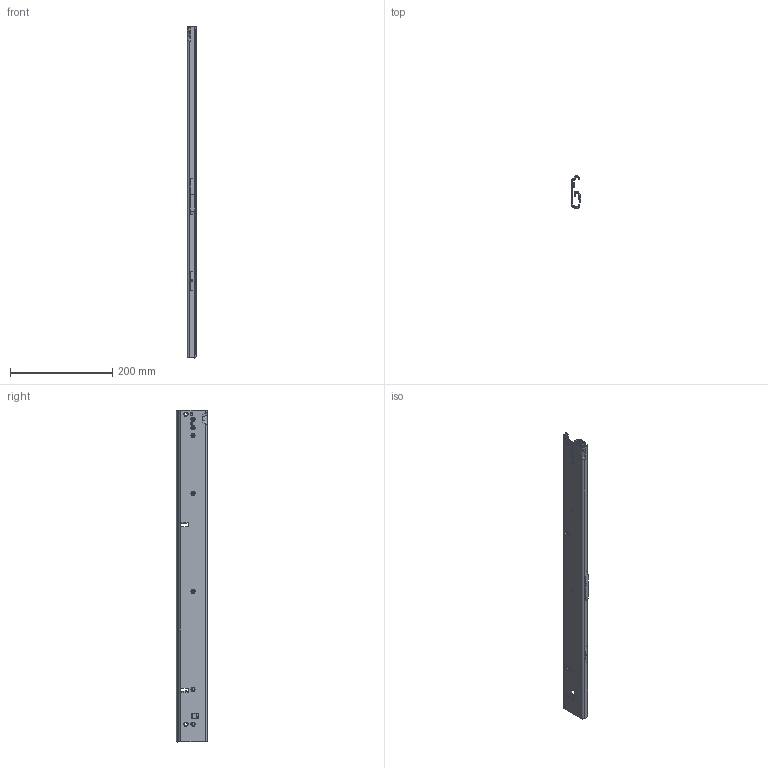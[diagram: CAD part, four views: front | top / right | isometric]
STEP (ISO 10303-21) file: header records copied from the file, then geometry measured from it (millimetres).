
FILE_DESCRIPTION (( 'STEP AP214' ), '1' );
FILE_NAME ('FR_795.650-GA.L500_closed.STEP', '2023-12-20T12:26:38', ( '' ), ( '' ), 'SwSTEP 2.0', 'SolidWorks 2023', '' );
FILE_SCHEMA (( 'AUTOMOTIVE_DESIGN' ));
Length unit declared in the file: millimetre
Products named in the file (6): FR_795.650-GA.L500_closed; CS# 795.XXX-01.0000_NL  650; CS# 795.XXX-03.0000_NL  650; CS# 795.XXX-01.A173_NL  650; CS# 795.XXX-03.A171_NL  650; PG-033
Assembly tree (5 placements, depth 3):
  FR_795.650-GA.L500_closed
    CS# 795.XXX-01.0000_NL  650
      CS# 795.XXX-01.A173_NL  650
      PG-033
    CS# 795.XXX-03.0000_NL  650
      CS# 795.XXX-03.A171_NL  650
Bounding box: 18 x 62.55 x 650 mm (x, y, z)
Volume: 116156.5 mm3; surface area: 161042.5 mm2
Topology: 3 solids, 3 shells, 1333 faces, 3666 edges, 2318 vertices
Faces by surface type: cylinder 578, plane 421, cone 152, bspline 90, torus 72, sphere 20
Entity records: 46061 total; most frequent: CARTESIAN_POINT 13079, ORIENTED_EDGE 7270, DIRECTION 6533, EDGE_CURVE 3635, AXIS2_PLACEMENT_3D 2425, VERTEX_POINT 2318, VECTOR 1683, LINE 1683
